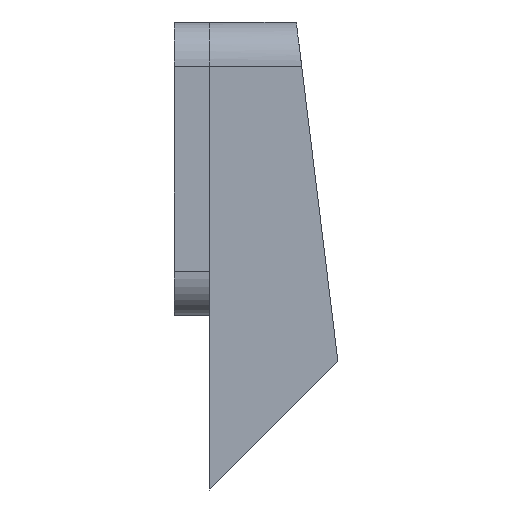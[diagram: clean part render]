
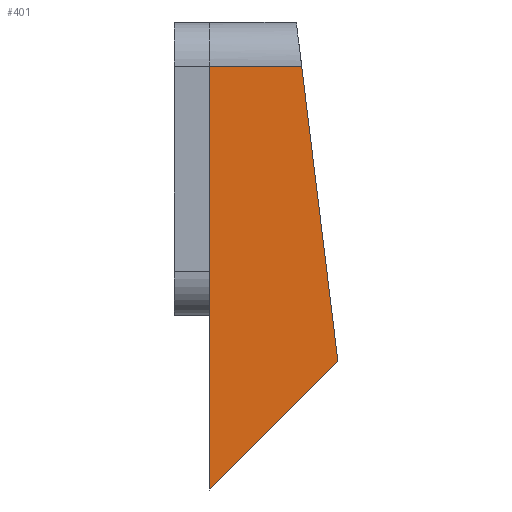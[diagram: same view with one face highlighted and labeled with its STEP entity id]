
A CAD part, left-side view. The second image highlights one B-rep face of the part: STEP entity #401.
In plain terms, the highlighted planar face has unit normal (-1, 0, 0).
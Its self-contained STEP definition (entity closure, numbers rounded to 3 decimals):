
#31=PLANE('',#459);
#55=FACE_OUTER_BOUND('',#83,.T.);
#83=EDGE_LOOP('',(#353,#354,#355,#356));
#109=LINE('',#673,#143);
#113=LINE('',#685,#147);
#116=LINE('',#693,#150);
#117=LINE('',#694,#151);
#143=VECTOR('',#555,10.);
#147=VECTOR('',#567,10.);
#150=VECTOR('',#576,10.);
#151=VECTOR('',#577,10.);
#200=VERTEX_POINT('',#670);
#201=VERTEX_POINT('',#672);
#205=VERTEX_POINT('',#684);
#207=VERTEX_POINT('',#692);
#248=EDGE_CURVE('',#201,#200,#109,.T.);
#254=EDGE_CURVE('',#205,#201,#113,.T.);
#258=EDGE_CURVE('',#200,#207,#116,.T.);
#259=EDGE_CURVE('',#207,#205,#117,.T.);
#353=ORIENTED_EDGE('',*,*,#254,.T.);
#354=ORIENTED_EDGE('',*,*,#248,.T.);
#355=ORIENTED_EDGE('',*,*,#258,.T.);
#356=ORIENTED_EDGE('',*,*,#259,.T.);
#401=ADVANCED_FACE('',(#55),#31,.T.);
#459=AXIS2_PLACEMENT_3D('',#691,#574,#575);
#555=DIRECTION('',(0.,0.,-1.));
#567=DIRECTION('',(0.,1.,0.));
#574=DIRECTION('center_axis',(-1.,0.,0.));
#575=DIRECTION('ref_axis',(0.,0.,-1.));
#576=DIRECTION('',(0.,-0.707,0.707));
#577=DIRECTION('',(0.,0.122,0.993));
#670=CARTESIAN_POINT('',(-156.456,-14.5,-68.781));
#672=CARTESIAN_POINT('',(-156.456,-14.5,-22.281));
#673=CARTESIAN_POINT('',(-156.456,-14.5,-43.031));
#684=CARTESIAN_POINT('',(-156.456,-24.611,-22.281));
#685=CARTESIAN_POINT('',(-156.456,0.,-22.281));
#691=CARTESIAN_POINT('Origin',(-156.456,0.,-17.281));
#692=CARTESIAN_POINT('',(-156.456,-28.59,-54.691));
#693=CARTESIAN_POINT('',(-156.456,-30.795,-52.486));
#694=CARTESIAN_POINT('',(-156.456,-23.819,-15.83));
